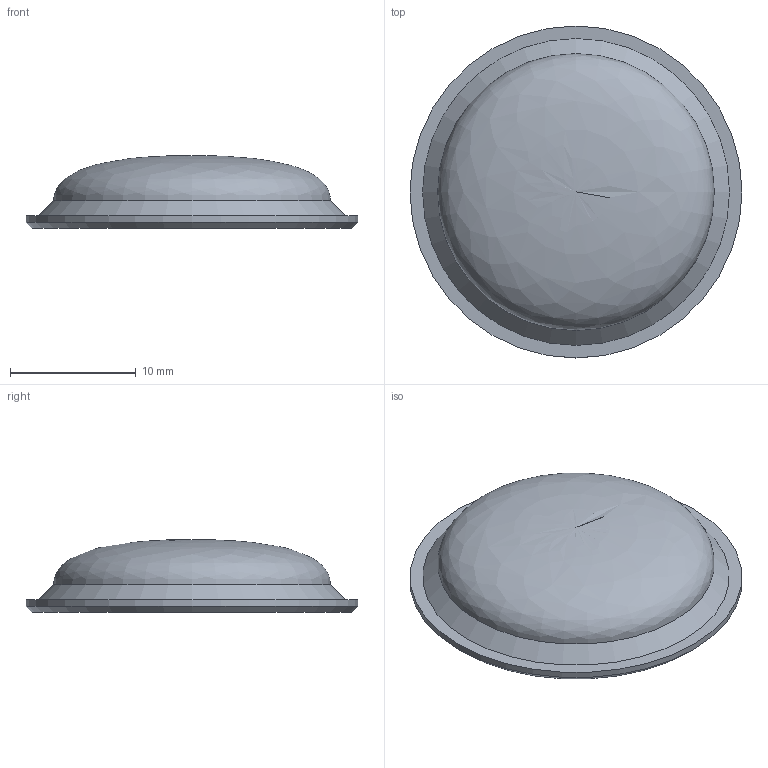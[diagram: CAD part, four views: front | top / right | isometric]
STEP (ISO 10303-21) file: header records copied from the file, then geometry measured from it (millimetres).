
FILE_DESCRIPTION(('Open CASCADE Model'),'2;1');
FILE_NAME('Open CASCADE Shape Model','2025-06-16T19:26:19',('Author'),( 'Open CASCADE'),'Open CASCADE STEP processor 7.8','build123d', 'Unknown');
FILE_SCHEMA(('AUTOMOTIVE_DESIGN { 1 0 10303 214 1 1 1 1 }'));
Length unit declared in the file: millimetre
Products named in the file (2): =>[0:1:1:2]; COMPOUND
Assembly tree (1 placements, depth 2):
  =>[0:1:1:2]
    COMPOUND
Bounding box: 26.4 x 26.4 x 5.8 mm (x, y, z)
Volume: 1907.7 mm3; surface area: 1362.1 mm2
Topology: 1 solids, 1 shells, 15 faces, 30 edges, 18 vertices
Faces by surface type: plane 11, cone 2, cylinder 1, revolution 1
Full cylindrical faces by diameter (mm): 26.4 x1
Entity records: 782 total; most frequent: CARTESIAN_POINT 129, DIRECTION 122, LINE 76, VECTOR 76, ORIENTED_EDGE 58, PCURVE 58, DEFINITIONAL_REPRESENTATION 58, EDGE_CURVE 29
